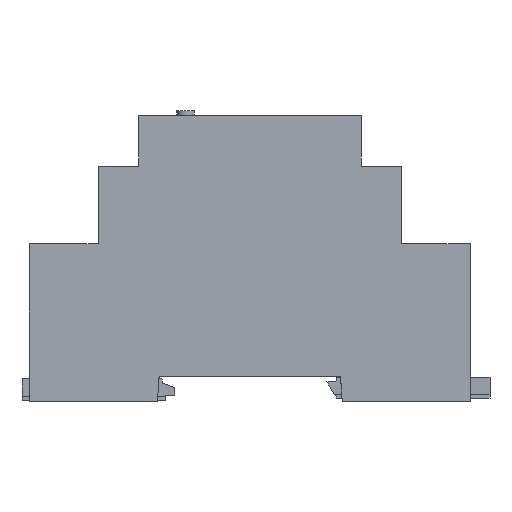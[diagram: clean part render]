
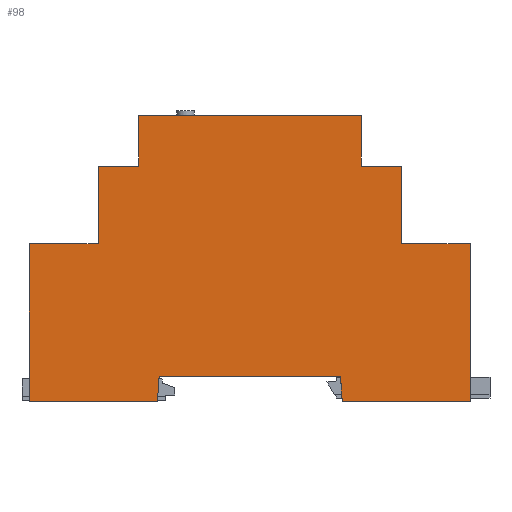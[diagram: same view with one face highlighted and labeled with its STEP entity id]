
A CAD part, left-side view. The second image highlights one B-rep face of the part: STEP entity #98.
In plain terms, the highlighted planar face has unit normal (-1, 0, 0).
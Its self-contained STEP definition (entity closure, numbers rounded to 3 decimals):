
#98=ADVANCED_FACE('',(#4328),#4330,.T.);
#4328=FACE_BOUND('',#4329,.T.);
#4329=EDGE_LOOP('',(#8220,#8221,#8222,#8223,#8224,#8225,#8226,#8227,#8228,#8229,
#8230,#8231,#8232,#8233,#8234,#8235));
#4330=PLANE('',#4331);
#4331=AXIS2_PLACEMENT_3D('',#4332,#4333,#4334);
#4332=CARTESIAN_POINT('',(-17.5,0.,0.));
#4333=DIRECTION('',(-1.,0.,0.));
#4334=DIRECTION('',(0.,0.,-1.));
#8220=ORIENTED_EDGE('',*,*,#11233,.T.);
#8221=ORIENTED_EDGE('',*,*,#11234,.T.);
#8222=ORIENTED_EDGE('',*,*,#11235,.T.);
#8223=ORIENTED_EDGE('',*,*,#11236,.T.);
#8224=ORIENTED_EDGE('',*,*,#11237,.T.);
#8225=ORIENTED_EDGE('',*,*,#11238,.T.);
#8226=ORIENTED_EDGE('',*,*,#11239,.T.);
#8227=ORIENTED_EDGE('',*,*,#11217,.T.);
#8228=ORIENTED_EDGE('',*,*,#11232,.T.);
#8229=ORIENTED_EDGE('',*,*,#11240,.T.);
#8230=ORIENTED_EDGE('',*,*,#11241,.T.);
#8231=ORIENTED_EDGE('',*,*,#11242,.T.);
#8232=ORIENTED_EDGE('',*,*,#11243,.T.);
#8233=ORIENTED_EDGE('',*,*,#11244,.T.);
#8234=ORIENTED_EDGE('',*,*,#11245,.T.);
#8235=ORIENTED_EDGE('',*,*,#11226,.T.);
#11217=EDGE_CURVE('',#12826,#12824,#12827,.T.);
#11226=EDGE_CURVE('',#12838,#12842,#12844,.T.);
#11232=EDGE_CURVE('',#12824,#12853,#12855,.T.);
#11233=EDGE_CURVE('',#12842,#12856,#12857,.T.);
#11234=EDGE_CURVE('',#12856,#12858,#12859,.T.);
#11235=EDGE_CURVE('',#12858,#12860,#12861,.T.);
#11236=EDGE_CURVE('',#12860,#12862,#12863,.T.);
#11237=EDGE_CURVE('',#12862,#12864,#12865,.T.);
#11238=EDGE_CURVE('',#12864,#12866,#12867,.T.);
#11239=EDGE_CURVE('',#12866,#12826,#12868,.T.);
#11240=EDGE_CURVE('',#12853,#12869,#12870,.T.);
#11241=EDGE_CURVE('',#12869,#12871,#12872,.T.);
#11242=EDGE_CURVE('',#12871,#12873,#12874,.T.);
#11243=EDGE_CURVE('',#12873,#12875,#12876,.T.);
#11244=EDGE_CURVE('',#12875,#12877,#12878,.T.);
#11245=EDGE_CURVE('',#12877,#12838,#12879,.T.);
#12824=VERTEX_POINT('',#15143);
#12826=VERTEX_POINT('',#15147);
#12827=LINE('',#15148,#15149);
#12838=VERTEX_POINT('',#15174);
#12842=VERTEX_POINT('',#15182);
#12844=LINE('',#15186,#15187);
#12853=VERTEX_POINT('',#15208);
#12855=LINE('',#15212,#15213);
#12856=VERTEX_POINT('',#15215);
#12857=LINE('',#15216,#15217);
#12858=VERTEX_POINT('',#15219);
#12859=LINE('',#15220,#15221);
#12860=VERTEX_POINT('',#15223);
#12861=LINE('',#15224,#15225);
#12862=VERTEX_POINT('',#15227);
#12863=LINE('',#15228,#15229);
#12864=VERTEX_POINT('',#15231);
#12865=LINE('',#15232,#15233);
#12866=VERTEX_POINT('',#15235);
#12867=LINE('',#15236,#15237);
#12868=LINE('',#15239,#15240);
#12869=VERTEX_POINT('',#15242);
#12870=LINE('',#15243,#15244);
#12871=VERTEX_POINT('',#15246);
#12872=LINE('',#15247,#15248);
#12873=VERTEX_POINT('',#15250);
#12874=LINE('',#15251,#15252);
#12875=VERTEX_POINT('',#15254);
#12876=LINE('',#15255,#15256);
#12877=VERTEX_POINT('',#15258);
#12878=LINE('',#15259,#15260);
#12879=LINE('',#15262,#15263);
#15143=CARTESIAN_POINT('',(-17.5,-30.7,26.878));
#15147=CARTESIAN_POINT('',(-17.5,-44.6,26.878));
#15148=CARTESIAN_POINT('',(-17.5,-44.6,26.878));
#15149=VECTOR('',#15150,1.);
#15150=DIRECTION('',(0.,1.,0.));
#15174=CARTESIAN_POINT('',(-17.5,30.7,26.878));
#15182=CARTESIAN_POINT('',(-17.5,44.6,26.878));
#15186=CARTESIAN_POINT('',(-17.5,30.7,26.878));
#15187=VECTOR('',#15188,1.);
#15188=DIRECTION('',(0.,1.,0.));
#15208=CARTESIAN_POINT('',(-17.5,-30.7,42.606));
#15212=CARTESIAN_POINT('',(-17.5,-30.7,26.878));
#15213=VECTOR('',#15214,1.);
#15214=DIRECTION('',(0.,0.,1.));
#15215=CARTESIAN_POINT('',(-17.5,44.6,-4.987));
#15216=CARTESIAN_POINT('',(-17.5,44.6,26.878));
#15217=VECTOR('',#15218,1.);
#15218=DIRECTION('',(0.,0.,-1.));
#15219=CARTESIAN_POINT('',(-17.5,18.7,-4.987));
#15220=CARTESIAN_POINT('',(-17.5,44.6,-4.987));
#15221=VECTOR('',#15222,1.);
#15222=DIRECTION('',(0.,-1.,0.));
#15223=CARTESIAN_POINT('',(-17.5,18.351,0.));
#15224=CARTESIAN_POINT('',(-17.5,18.7,-4.987));
#15225=VECTOR('',#15226,1.);
#15226=DIRECTION('',(0.,-0.07,0.998));
#15227=CARTESIAN_POINT('',(-17.5,-18.351,0.));
#15228=CARTESIAN_POINT('',(-17.5,18.351,0.));
#15229=VECTOR('',#15230,1.);
#15230=DIRECTION('',(0.,-1.,0.));
#15231=CARTESIAN_POINT('',(-17.5,-18.7,-4.987));
#15232=CARTESIAN_POINT('',(-17.5,-18.351,0.));
#15233=VECTOR('',#15234,1.);
#15234=DIRECTION('',(0.,-0.07,-0.998));
#15235=CARTESIAN_POINT('',(-17.5,-44.6,-4.987));
#15236=CARTESIAN_POINT('',(-17.5,-18.7,-4.987));
#15237=VECTOR('',#15238,1.);
#15238=DIRECTION('',(0.,-1.,0.));
#15239=CARTESIAN_POINT('',(-17.5,-44.6,-4.987));
#15240=VECTOR('',#15241,1.);
#15241=DIRECTION('',(0.,0.,1.));
#15242=CARTESIAN_POINT('',(-17.5,-22.5,42.606));
#15243=CARTESIAN_POINT('',(-17.5,-30.7,42.606));
#15244=VECTOR('',#15245,1.);
#15245=DIRECTION('',(0.,1.,0.));
#15246=CARTESIAN_POINT('',(-17.5,-22.5,52.804));
#15247=CARTESIAN_POINT('',(-17.5,-22.5,42.606));
#15248=VECTOR('',#15249,1.);
#15249=DIRECTION('',(0.,0.,1.));
#15250=CARTESIAN_POINT('',(-17.5,22.5,52.804));
#15251=CARTESIAN_POINT('',(-17.5,-22.5,52.804));
#15252=VECTOR('',#15253,1.);
#15253=DIRECTION('',(0.,1.,0.));
#15254=CARTESIAN_POINT('',(-17.5,22.5,42.606));
#15255=CARTESIAN_POINT('',(-17.5,22.5,52.804));
#15256=VECTOR('',#15257,1.);
#15257=DIRECTION('',(0.,0.,-1.));
#15258=CARTESIAN_POINT('',(-17.5,30.7,42.606));
#15259=CARTESIAN_POINT('',(-17.5,22.5,42.606));
#15260=VECTOR('',#15261,1.);
#15261=DIRECTION('',(0.,1.,0.));
#15262=CARTESIAN_POINT('',(-17.5,30.7,42.606));
#15263=VECTOR('',#15264,1.);
#15264=DIRECTION('',(0.,0.,-1.));
